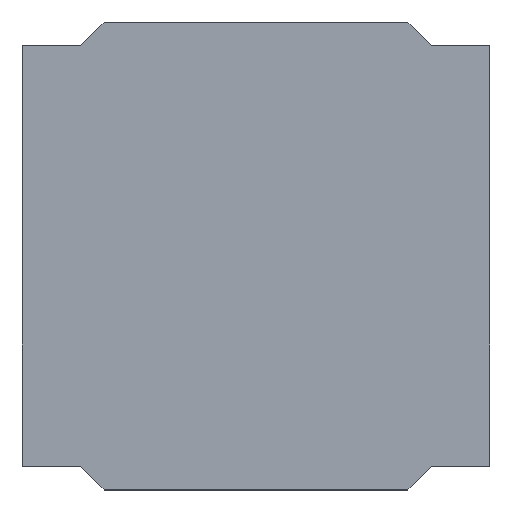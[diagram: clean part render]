
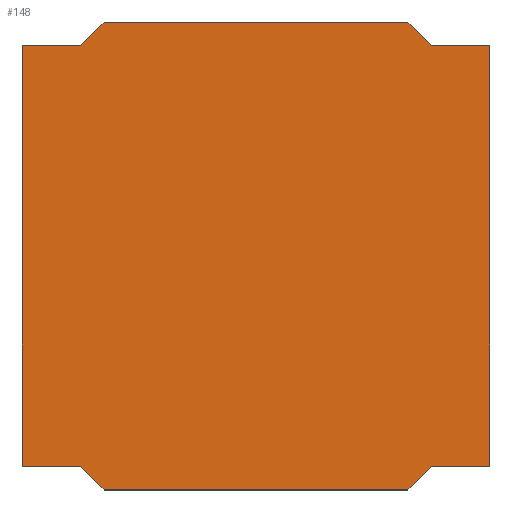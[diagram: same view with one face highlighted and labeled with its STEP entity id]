
A CAD part, top view. The second image highlights one B-rep face of the part: STEP entity #148.
In plain terms, the highlighted planar face has unit normal (0, 0, 1).
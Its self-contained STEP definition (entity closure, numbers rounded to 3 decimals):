
#148 = ADVANCED_FACE( '', ( #290 ), #291, .T. );
#290 = FACE_OUTER_BOUND( '', #1095, .T. );
#291 = PLANE( '', #1096 );
#1095 = EDGE_LOOP( '', ( #1455, #1456, #1457, #1458, #1459, #1460, #1461, #1462, #1463, #1464, #1465, #1466 ) );
#1096 = AXIS2_PLACEMENT_3D( '', #1467, #1468, #1469 );
#1455 = ORIENTED_EDGE( '', *, *, #1475, .T. );
#1456 = ORIENTED_EDGE( '', *, *, #1542, .T. );
#1457 = ORIENTED_EDGE( '', *, *, #1513, .T. );
#1458 = ORIENTED_EDGE( '', *, *, #1528, .T. );
#1459 = ORIENTED_EDGE( '', *, *, #1616, .T. );
#1460 = ORIENTED_EDGE( '', *, *, #1552, .T. );
#1461 = ORIENTED_EDGE( '', *, *, #1486, .T. );
#1462 = ORIENTED_EDGE( '', *, *, #1576, .T. );
#1463 = ORIENTED_EDGE( '', *, *, #1560, .T. );
#1464 = ORIENTED_EDGE( '', *, *, #1480, .T. );
#1465 = ORIENTED_EDGE( '', *, *, #1571, .T. );
#1466 = ORIENTED_EDGE( '', *, *, #1610, .T. );
#1467 = CARTESIAN_POINT( '', ( 0., 0., 1.8 ) );
#1468 = DIRECTION( '', ( 0., 0., 1. ) );
#1469 = DIRECTION( '', ( 0., 1., 0. ) );
#1475 = EDGE_CURVE( '', #1621, #1628, #1630, .T. );
#1480 = EDGE_CURVE( '', #1632, #1637, #1639, .T. );
#1486 = EDGE_CURVE( '', #1641, #1648, #1650, .T. );
#1513 = EDGE_CURVE( '', #1695, #1693, #1696, .T. );
#1528 = EDGE_CURVE( '', #1693, #1719, #1721, .T. );
#1542 = EDGE_CURVE( '', #1628, #1695, #1743, .T. );
#1552 = EDGE_CURVE( '', #1752, #1641, #1756, .T. );
#1560 = EDGE_CURVE( '', #1768, #1632, #1769, .T. );
#1571 = EDGE_CURVE( '', #1637, #1782, #1784, .T. );
#1576 = EDGE_CURVE( '', #1648, #1768, #1791, .T. );
#1610 = EDGE_CURVE( '', #1782, #1621, #1828, .T. );
#1616 = EDGE_CURVE( '', #1719, #1752, #1834, .T. );
#1621 = VERTEX_POINT( '', #1839 );
#1628 = VERTEX_POINT( '', #1851 );
#1630 = LINE( '', #1854, #1855 );
#1632 = VERTEX_POINT( '', #1857 );
#1637 = VERTEX_POINT( '', #1866 );
#1639 = LINE( '', #1869, #1870 );
#1641 = VERTEX_POINT( '', #1872 );
#1648 = VERTEX_POINT( '', #1884 );
#1650 = LINE( '', #1887, #1888 );
#1693 = VERTEX_POINT( '', #2053 );
#1695 = VERTEX_POINT( '', #2056 );
#1696 = LINE( '', #2057, #2058 );
#1719 = VERTEX_POINT( '', #2094 );
#1721 = LINE( '', #2097, #2098 );
#1743 = LINE( '', #2131, #2132 );
#1752 = VERTEX_POINT( '', #2144 );
#1756 = LINE( '', #2152, #2153 );
#1768 = VERTEX_POINT( '', #2219 );
#1769 = LINE( '', #2220, #2221 );
#1782 = VERTEX_POINT( '', #2247 );
#1784 = LINE( '', #2250, #2251 );
#1791 = LINE( '', #2261, #2262 );
#1828 = LINE( '', #2388, #2389 );
#1834 = LINE( '', #2395, #2396 );
#1839 = CARTESIAN_POINT( '', ( 1.5, -1.8, 1.8 ) );
#1851 = CARTESIAN_POINT( '', ( 2., -1.8, 1.8 ) );
#1854 = CARTESIAN_POINT( '', ( 1.5, -1.8, 1.8 ) );
#1855 = VECTOR( '', #2403, 1000. );
#1857 = CARTESIAN_POINT( '', ( -1.5, -1.8, 1.8 ) );
#1866 = CARTESIAN_POINT( '', ( -1.3, -2., 1.8 ) );
#1869 = CARTESIAN_POINT( '', ( -1.5, -1.8, 1.8 ) );
#1870 = VECTOR( '', #2406, 1000. );
#1872 = CARTESIAN_POINT( '', ( -1.5, 1.8, 1.8 ) );
#1884 = CARTESIAN_POINT( '', ( -2., 1.8, 1.8 ) );
#1887 = CARTESIAN_POINT( '', ( -1.5, 1.8, 1.8 ) );
#1888 = VECTOR( '', #2410, 1000. );
#2053 = CARTESIAN_POINT( '', ( 1.5, 1.8, 1.8 ) );
#2056 = CARTESIAN_POINT( '', ( 2., 1.8, 1.8 ) );
#2057 = CARTESIAN_POINT( '', ( 2., 1.8, 1.8 ) );
#2058 = VECTOR( '', #2428, 1000. );
#2094 = CARTESIAN_POINT( '', ( 1.3, 2., 1.8 ) );
#2097 = CARTESIAN_POINT( '', ( 1.5, 1.8, 1.8 ) );
#2098 = VECTOR( '', #2440, 1000. );
#2131 = CARTESIAN_POINT( '', ( 2., -1.8, 1.8 ) );
#2132 = VECTOR( '', #2452, 1000. );
#2144 = CARTESIAN_POINT( '', ( -1.3, 2., 1.8 ) );
#2152 = CARTESIAN_POINT( '', ( -1.3, 2., 1.8 ) );
#2153 = VECTOR( '', #2460, 1000. );
#2219 = CARTESIAN_POINT( '', ( -2., -1.8, 1.8 ) );
#2220 = CARTESIAN_POINT( '', ( -2., -1.8, 1.8 ) );
#2221 = VECTOR( '', #2468, 1000. );
#2247 = CARTESIAN_POINT( '', ( 1.3, -2., 1.8 ) );
#2250 = CARTESIAN_POINT( '', ( -1.3, -2., 1.8 ) );
#2251 = VECTOR( '', #2476, 1000. );
#2261 = CARTESIAN_POINT( '', ( -2., 1.8, 1.8 ) );
#2262 = VECTOR( '', #2480, 1000. );
#2388 = CARTESIAN_POINT( '', ( 1.3, -2., 1.8 ) );
#2389 = VECTOR( '', #2514, 1000. );
#2395 = CARTESIAN_POINT( '', ( 1.3, 2., 1.8 ) );
#2396 = VECTOR( '', #2515, 1000. );
#2403 = DIRECTION( '', ( 1., 0., 0. ) );
#2406 = DIRECTION( '', ( 0.707, -0.707, 0. ) );
#2410 = DIRECTION( '', ( -1., 0., 0. ) );
#2428 = DIRECTION( '', ( -1., 0., 0. ) );
#2440 = DIRECTION( '', ( -0.707, 0.707, 0. ) );
#2452 = DIRECTION( '', ( 0., 1., 0. ) );
#2460 = DIRECTION( '', ( -0.707, -0.707, 0. ) );
#2468 = DIRECTION( '', ( 1., 0., 0. ) );
#2476 = DIRECTION( '', ( 1., 0., 0. ) );
#2480 = DIRECTION( '', ( 0., -1., 0. ) );
#2514 = DIRECTION( '', ( 0.707, 0.707, 0. ) );
#2515 = DIRECTION( '', ( -1., 0., 0. ) );
